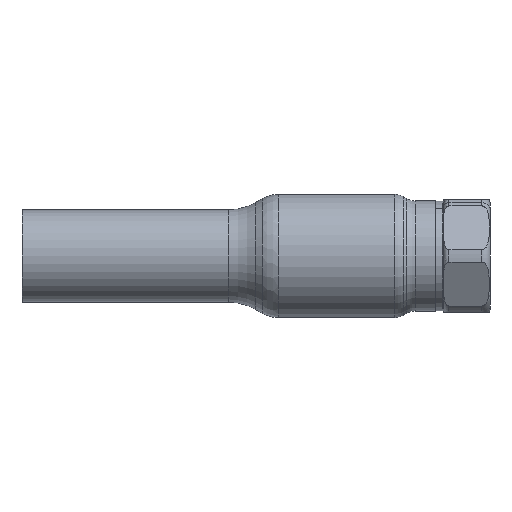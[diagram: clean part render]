
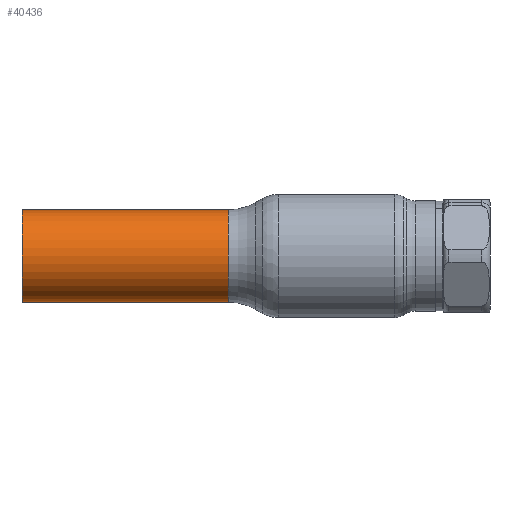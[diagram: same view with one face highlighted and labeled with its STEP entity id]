
A CAD part, front view. The second image highlights one B-rep face of the part: STEP entity #40436.
In plain terms, the highlighted cylindrical face has radius 16.85 mm (diameter 33.7 mm), a partial arc.
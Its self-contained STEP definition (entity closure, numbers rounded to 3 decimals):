
#825 = DIRECTION ( 'NONE',  ( 0., 0., 1. ) ) ;
#1257 = DIRECTION ( 'NONE',  ( 0., 0., 1. ) ) ;
#1516 = AXIS2_PLACEMENT_3D ( 'NONE', #54650, #8740, #1257 ) ;
#2863 = AXIS2_PLACEMENT_3D ( 'NONE', #26637, #38348, #825 ) ;
#4711 = DIRECTION ( 'NONE',  ( -1., 0., 0. ) ) ;
#5103 = CARTESIAN_POINT ( 'NONE',  ( -115., 0., 0. ) ) ;
#6736 = EDGE_CURVE ( 'NONE', #49057, #23897, #36736, .T. ) ;
#7345 = ORIENTED_EDGE ( 'NONE', *, *, #6736, .T. ) ;
#8719 = EDGE_CURVE ( 'NONE', #12862, #49057, #49466, .T. ) ;
#8740 = DIRECTION ( 'NONE',  ( -1., 0., 0. ) ) ;
#8876 = CYLINDRICAL_SURFACE ( 'NONE', #2863, 16.85 ) ;
#11882 = ORIENTED_EDGE ( 'NONE', *, *, #40490, .F. ) ;
#12862 = VERTEX_POINT ( 'NONE', #27323 ) ;
#13877 = LINE ( 'NONE', #34157, #21499 ) ;
#13997 = DIRECTION ( 'NONE',  ( -1., 0., 0. ) ) ;
#17152 = EDGE_LOOP ( 'NONE', ( #11882, #48995, #7345, #21947 ) ) ;
#20187 = VECTOR ( 'NONE', #32012, 1000. ) ;
#20990 = EDGE_CURVE ( 'NONE', #39897, #23897, #40180, .T. ) ;
#21499 = VECTOR ( 'NONE', #4711, 1000. ) ;
#21947 = ORIENTED_EDGE ( 'NONE', *, *, #20990, .F. ) ;
#23897 = VERTEX_POINT ( 'NONE', #42063 ) ;
#24420 = CARTESIAN_POINT ( 'NONE',  ( -115., 0., -16.85 ) ) ;
#26637 = CARTESIAN_POINT ( 'NONE',  ( -62.69, 0., 0. ) ) ;
#27323 = CARTESIAN_POINT ( 'NONE',  ( -39.645, 0., -16.85 ) ) ;
#32012 = DIRECTION ( 'NONE',  ( -1., 0., 0. ) ) ;
#34157 = CARTESIAN_POINT ( 'NONE',  ( -62.69, 0., -16.85 ) ) ;
#36577 = CARTESIAN_POINT ( 'NONE',  ( -39.645, 0., 16.85 ) ) ;
#36736 = LINE ( 'NONE', #52640, #20187 ) ;
#38348 = DIRECTION ( 'NONE',  ( -1., 0., 0. ) ) ;
#39897 = VERTEX_POINT ( 'NONE', #24420 ) ;
#40180 = CIRCLE ( 'NONE', #41929, 16.85 ) ;
#40436 = ADVANCED_FACE ( 'NONE', ( #46953 ), #8876, .T. ) ;
#40490 = EDGE_CURVE ( 'NONE', #12862, #39897, #13877, .T. ) ;
#41929 = AXIS2_PLACEMENT_3D ( 'NONE', #5103, #13997, #47913 ) ;
#42063 = CARTESIAN_POINT ( 'NONE',  ( -115., 0., 16.85 ) ) ;
#46953 = FACE_OUTER_BOUND ( 'NONE', #17152, .T. ) ;
#47913 = DIRECTION ( 'NONE',  ( 0., 0., 1. ) ) ;
#48995 = ORIENTED_EDGE ( 'NONE', *, *, #8719, .T. ) ;
#49057 = VERTEX_POINT ( 'NONE', #36577 ) ;
#49466 = CIRCLE ( 'NONE', #1516, 16.85 ) ;
#52640 = CARTESIAN_POINT ( 'NONE',  ( -62.69, 0., 16.85 ) ) ;
#54650 = CARTESIAN_POINT ( 'NONE',  ( -39.645, 0., 0. ) ) ;
